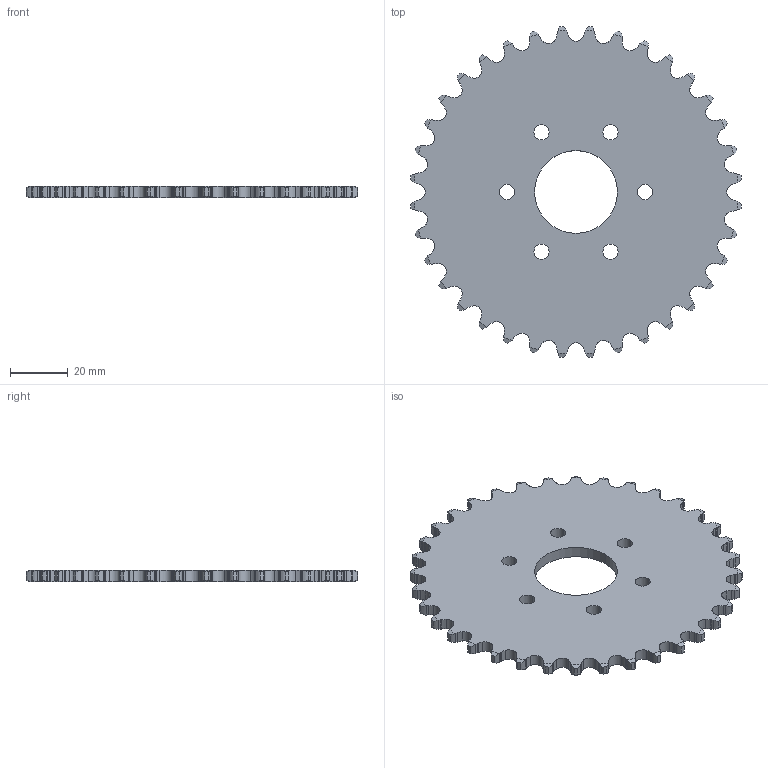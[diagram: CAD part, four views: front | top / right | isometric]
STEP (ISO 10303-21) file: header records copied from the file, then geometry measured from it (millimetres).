
FILE_DESCRIPTION (( 'STEP AP214' ), '1' );
FILE_NAME ('am-0222 S35-36L.STEP', '2015-12-21T17:28:08', ( '' ), ( '' ), 'SwSTEP 2.0', 'SolidWorks 2014', '' );
FILE_SCHEMA (( 'AUTOMOTIVE_DESIGN' ));
Length unit declared in the file: inch
Products named in the file (1): am-0222 S35-36L
Bounding box: 114.25 x 114.25 x 3.94 mm (x, y, z)
Volume: 33381.2 mm3; surface area: 19819 mm2
Topology: 1 solids, 1 shells, 465 faces, 1389 edges, 926 vertices
Faces by surface type: cylinder 247, plane 146, cone 72
Entity records: 16081 total; most frequent: CARTESIAN_POINT 3237, ORIENTED_EDGE 2778, DIRECTION 2727, EDGE_CURVE 1389, AXIS2_PLACEMENT_3D 1024, VERTEX_POINT 926, VECTOR 679, LINE 679
